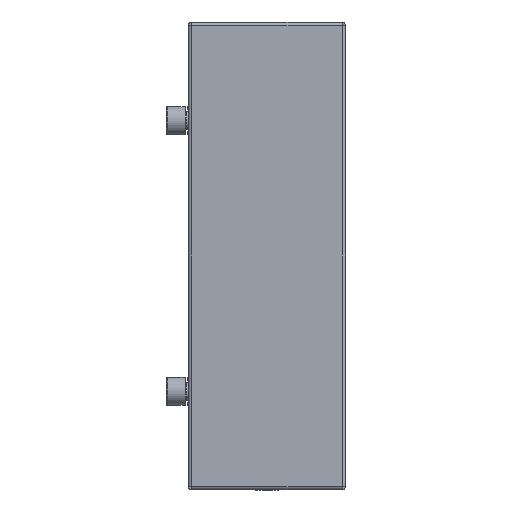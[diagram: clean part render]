
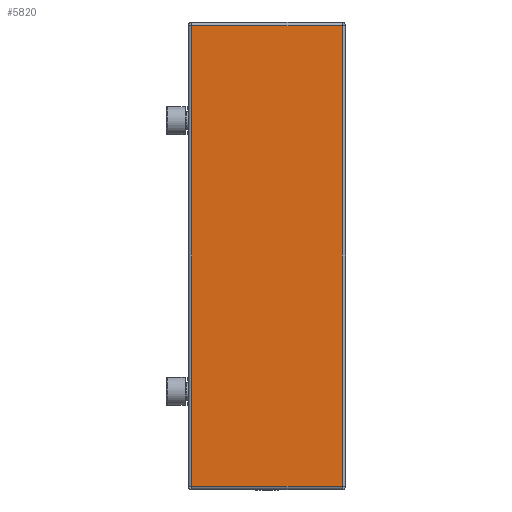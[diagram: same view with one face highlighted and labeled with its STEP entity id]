
A CAD part, left-side view. The second image highlights one B-rep face of the part: STEP entity #5820.
In plain terms, the highlighted face is planar.
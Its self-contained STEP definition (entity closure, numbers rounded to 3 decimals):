
#297 = DIRECTION ( 'NONE',  ( -1., 0., 0. ) ) ;
#310 = CARTESIAN_POINT ( 'NONE',  ( 147.9, 48.4, 2. ) ) ;
#342 = LINE ( 'NONE', #310, #2866 ) ;
#345 = CARTESIAN_POINT ( 'NONE',  ( 147.9, -48.5, 2. ) ) ;
#349 = LINE ( 'NONE', #345, #2867 ) ;
#354 = DIRECTION ( 'NONE',  ( 1., 0., 0. ) ) ;
#361 = CARTESIAN_POINT ( 'NONE',  ( -147.9, -48.4, 2. ) ) ;
#366 = DIRECTION ( 'NONE',  ( 0., -1., 0. ) ) ;
#369 = CARTESIAN_POINT ( 'NONE',  ( -147.9, 48.5, 2. ) ) ;
#372 = LINE ( 'NONE', #369, #2869 ) ;
#375 = DIRECTION ( 'NONE',  ( 0., 1., 0. ) ) ;
#412 = LINE ( 'NONE', #361, #2870 ) ;
#2064 = AXIS2_PLACEMENT_3D ( 'NONE', #13116, #13094, #13092 ) ;
#2866 = VECTOR ( 'NONE', #297, 1000. ) ;
#2867 = VECTOR ( 'NONE', #375, 1000. ) ;
#2869 = VECTOR ( 'NONE', #366, 1000. ) ;
#2870 = VECTOR ( 'NONE', #354, 1000. ) ;
#4635 = CARTESIAN_POINT ( 'NONE',  ( 147.9, 48.4, 2. ) ) ;
#4719 = CARTESIAN_POINT ( 'NONE',  ( 147.9, -48.4, 2. ) ) ;
#4798 = CARTESIAN_POINT ( 'NONE',  ( -147.9, 48.4, 2. ) ) ;
#4801 = CARTESIAN_POINT ( 'NONE',  ( -147.9, -48.4, 2. ) ) ;
#5820 = ADVANCED_FACE ( 'NONE', ( #13100 ), #13098, .T. ) ;
#9019 = ORIENTED_EDGE ( 'NONE', *, *, #17363, .T. ) ;
#9020 = ORIENTED_EDGE ( 'NONE', *, *, #17364, .T. ) ;
#9021 = ORIENTED_EDGE ( 'NONE', *, *, #17365, .T. ) ;
#9022 = ORIENTED_EDGE ( 'NONE', *, *, #17366, .T. ) ;
#13092 = DIRECTION ( 'NONE',  ( 1., 0., 0. ) ) ;
#13094 = DIRECTION ( 'NONE',  ( 0., 0., 1. ) ) ;
#13098 = PLANE ( 'NONE',  #2064 ) ;
#13100 = FACE_OUTER_BOUND ( 'NONE', #14491, .T. ) ;
#13116 = CARTESIAN_POINT ( 'NONE',  ( -148., -48.5, 2. ) ) ;
#14491 = EDGE_LOOP ( 'NONE', ( #9019, #9020, #9021, #9022 ) ) ;
#17363 = EDGE_CURVE ( 'NONE', #20062, #20065, #372, .T. ) ;
#17364 = EDGE_CURVE ( 'NONE', #20065, #19983, #412, .T. ) ;
#17365 = EDGE_CURVE ( 'NONE', #19983, #19899, #349, .T. ) ;
#17366 = EDGE_CURVE ( 'NONE', #19899, #20062, #342, .T. ) ;
#19899 = VERTEX_POINT ( 'NONE', #4635 ) ;
#19983 = VERTEX_POINT ( 'NONE', #4719 ) ;
#20062 = VERTEX_POINT ( 'NONE', #4798 ) ;
#20065 = VERTEX_POINT ( 'NONE', #4801 ) ;
